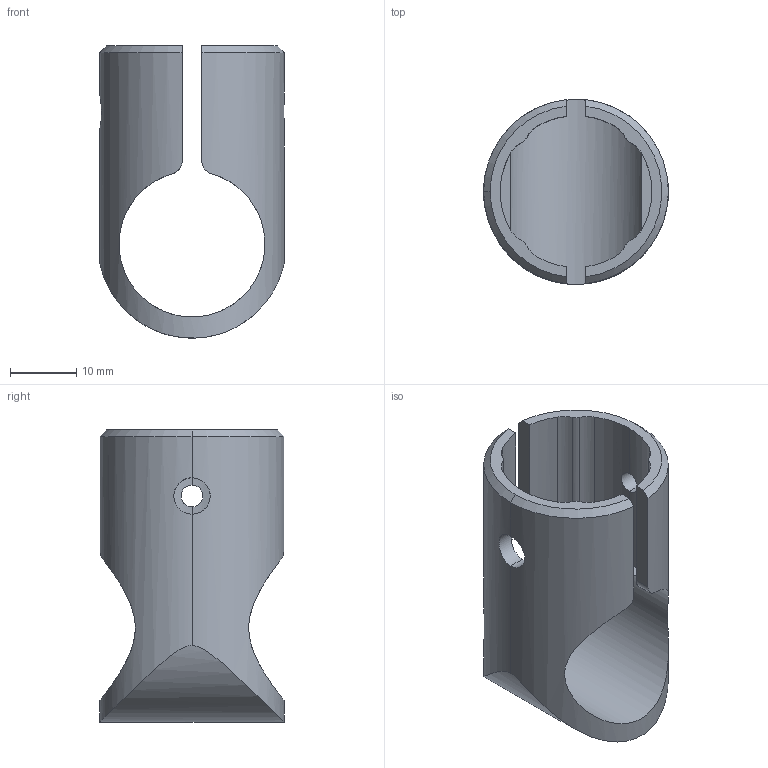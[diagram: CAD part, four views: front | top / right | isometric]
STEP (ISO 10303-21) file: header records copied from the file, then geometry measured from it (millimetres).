
FILE_DESCRIPTION (( 'STEP AP214' ), '1' );
FILE_NAME ('handle_holder_22mm_andrey.STEP', '2015-06-04T15:40:30', ( '' ), ( '' ), 'SwSTEP 2.0', 'SolidWorks 2012', '' );
FILE_SCHEMA (( 'AUTOMOTIVE_DESIGN' ));
Length unit declared in the file: millimetre
Products named in the file (1): handle_holder_22mm_andrey
Bounding box: 28 x 28 x 44.24 mm (x, y, z)
Volume: 7248.4 mm3; surface area: 6244.6 mm2
Topology: 1 solids, 1 shells, 42 faces, 122 edges, 79 vertices
Faces by surface type: cylinder 31, plane 8, cone 3
Entity records: 2089 total; most frequent: CARTESIAN_POINT 978, ORIENTED_EDGE 244, DIRECTION 193, EDGE_CURVE 122, VERTEX_POINT 79, AXIS2_PLACEMENT_3D 72, LINE 49, VECTOR 49
